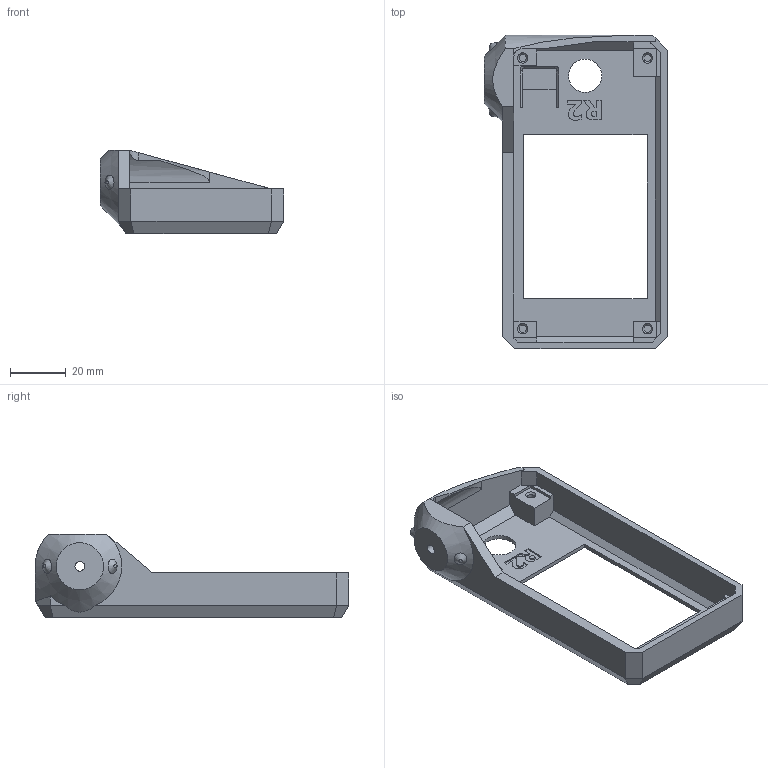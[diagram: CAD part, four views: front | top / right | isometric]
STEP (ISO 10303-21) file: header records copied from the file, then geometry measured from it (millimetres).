
FILE_DESCRIPTION(/* description */ (''),/* implementation_level */ '2;1');
FILE_NAME(/* name */ 'MINI-display-box.stp',/* time_stamp */ '2020-01-22T16:21:44+01:00',/* author */ ('Robert Turinsky'),/* organization */ (''),/* preprocessor_version */ 'ST-DEVELOPER v17.2',/* originating_system */ 'Autodesk Inventor 2019',/* authorisation */ '');
FILE_SCHEMA (('AUTOMOTIVE_DESIGN { 1 0 10303 214 3 1 1 }'));
Length unit declared in the file: millimetre
Products named in the file (1): display-box
Bounding box: 65.93 x 112.86 x 30 mm (x, y, z)
Volume: 25590.8 mm3; surface area: 19779.7 mm2
Topology: 1 solids, 1 shells, 147 faces, 391 edges, 256 vertices
Faces by surface type: plane 105, bspline 21, cylinder 12, cone 7, sphere 2
Full cylindrical faces by diameter (mm): 2.7 x4, 3.5 x1, 6.5 x1, 12 x1
Entity records: 4805 total; most frequent: CARTESIAN_POINT 1206, ORIENTED_EDGE 782, DIRECTION 646, EDGE_CURVE 391, LINE 300, VECTOR 300, VERTEX_POINT 256, AXIS2_PLACEMENT_3D 173
